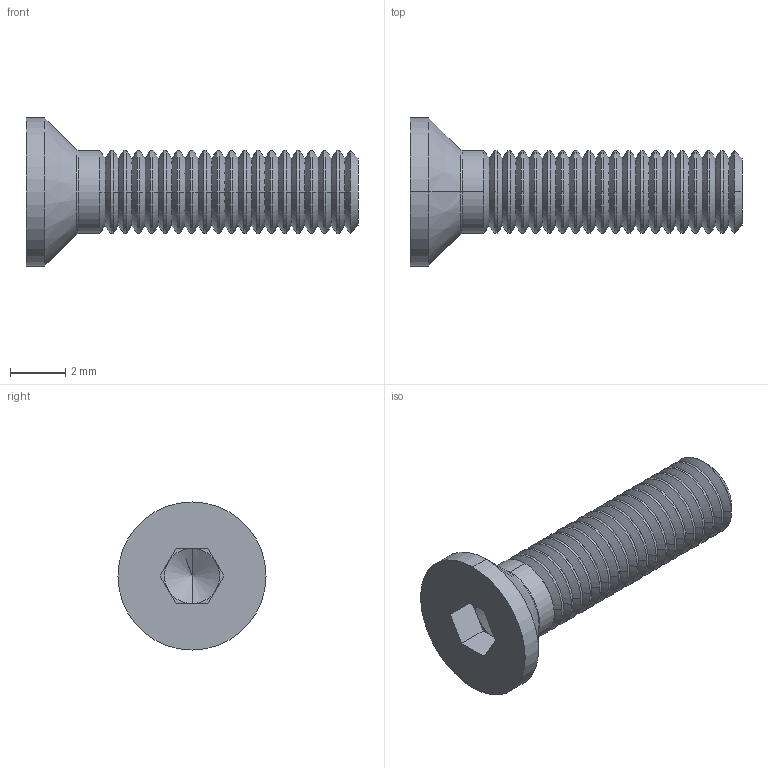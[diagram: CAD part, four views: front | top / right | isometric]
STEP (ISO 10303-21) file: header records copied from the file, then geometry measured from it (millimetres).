
FILE_DESCRIPTION (( 'STEP AP214' ), '1' );
FILE_NAME ('socket countersunk head screw_am.STEP', '2025-09-18T19:07:52', ( '' ), ( '' ), 'SwSTEP 2.0', 'SolidWorks 2024', '' );
FILE_SCHEMA (( 'AUTOMOTIVE_DESIGN' ));
Length unit declared in the file: millimetre
Products named in the file (1): socket countersunk head screw_am_B18.3.5M - 3 x 0.5 x 12 Socket FCHS  -- 12S
Bounding box: 12 x 5.35 x 5.35 mm (x, y, z)
Volume: 89.6 mm3; surface area: 205.7 mm2
Topology: 1 solids, 1 shells, 140 faces, 360 edges, 221 vertices
Faces by surface type: cone 82, cylinder 42, plane 14, torus 2
Entity records: 4311 total; most frequent: DIRECTION 850, CARTESIAN_POINT 720, ORIENTED_EDGE 716, EDGE_CURVE 358, AXIS2_PLACEMENT_3D 351, VERTEX_POINT 221, CIRCLE 210, LINE 148
